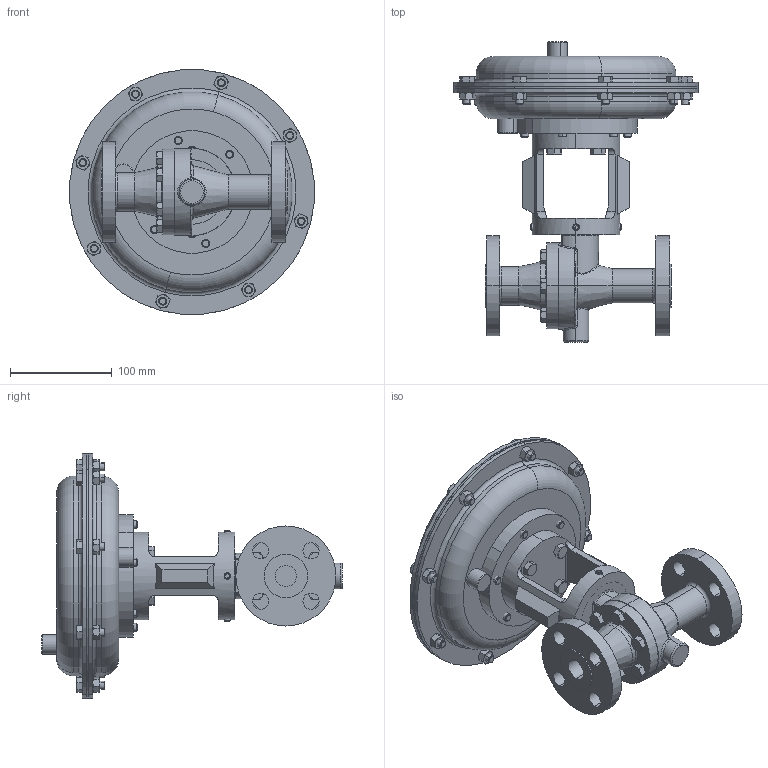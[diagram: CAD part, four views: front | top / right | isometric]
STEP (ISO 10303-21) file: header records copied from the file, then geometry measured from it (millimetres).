
FILE_DESCRIPTION (( 'STEP AP203' ), '1' );
FILE_NAME ('70-075-CS+S6-I5-35M.step', '2017-10-19T19:47:45', ( '' ), ( '' ), 'SwSTEP 2.0', 'SolidWorks 2014', '' );
FILE_SCHEMA (( 'CONFIG_CONTROL_DESIGN' ));
Length unit declared in the file: inch
Products named in the file (1): 70-075-CS+S6-I5-35M
Bounding box: 240.92 x 295.44 x 240.92 mm (x, y, z)
Volume: 3391466.3 mm3; surface area: 511345.3 mm2
Topology: 45 solids, 45 shells, 877 faces, 1876 edges, 1122 vertices
Faces by surface type: plane 368, cone 320, cylinder 142, torus 32, bspline 11, sphere 4
Entity records: 26630 total; most frequent: CARTESIAN_POINT 8315, ORIENTED_EDGE 3736, DIRECTION 3734, EDGE_CURVE 1868, AXIS2_PLACEMENT_3D 1525, VERTEX_POINT 1122, EDGE_LOOP 936, FACE_OUTER_BOUND 877
